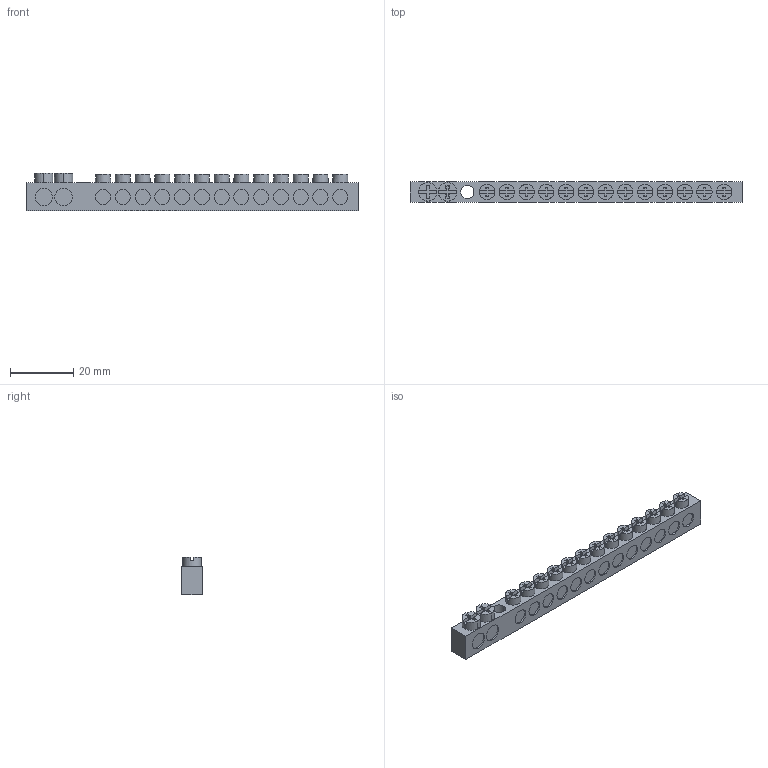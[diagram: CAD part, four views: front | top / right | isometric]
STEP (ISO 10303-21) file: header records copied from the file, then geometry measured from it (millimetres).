
FILE_DESCRIPTION (( 'STEP AP203' ), '1' );
FILE_NAME ('6,5x9 - 15 Delikli Pano Topraklama Klemensi.STEP', '2018-11-30T07:49:13', ( '' ), ( '' ), 'SwSTEP 2.0', 'SolidWorks 2011', '' );
FILE_SCHEMA (( 'CONFIG_CONTROL_DESIGN' ));
Length unit declared in the file: millimetre
Products named in the file (1): 6,5x9 - 15 Delikli Pano Topraklama Klemensi
Bounding box: 105 x 6.5 x 12 mm (x, y, z)
Volume: 6371.1 mm3; surface area: 4495.5 mm2
Topology: 1 solids, 1 shells, 323 faces, 828 edges, 552 vertices
Faces by surface type: plane 231, cylinder 92
Entity records: 9907 total; most frequent: CARTESIAN_POINT 1884, DIRECTION 1660, ORIENTED_EDGE 1656, EDGE_CURVE 828, AXIS2_PLACEMENT_3D 568, VERTEX_POINT 552, LINE 524, VECTOR 524
